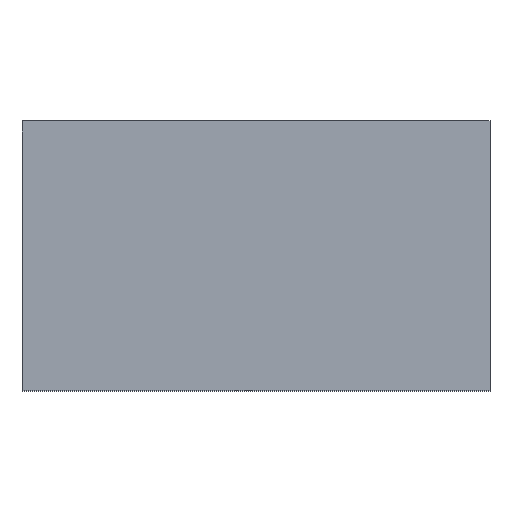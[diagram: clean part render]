
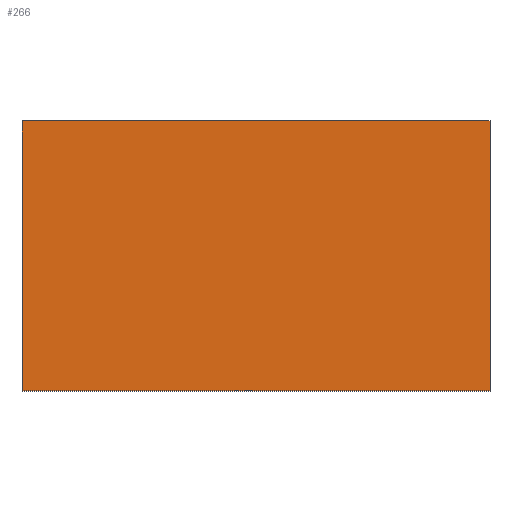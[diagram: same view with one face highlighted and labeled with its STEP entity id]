
A CAD part, top view. The second image highlights one B-rep face of the part: STEP entity #266.
In plain terms, the highlighted planar face has unit normal (0, 0, 1).
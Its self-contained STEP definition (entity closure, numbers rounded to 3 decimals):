
#20=FACE_OUTER_BOUND('',#34,.T.);
#34=EDGE_LOOP('',(#200,#201,#202,#203));
#56=LINE('',#387,#92);
#59=LINE('',#393,#95);
#62=LINE('',#397,#98);
#63=LINE('',#399,#99);
#92=VECTOR('',#310,1.);
#95=VECTOR('',#315,1.);
#98=VECTOR('',#320,1.);
#99=VECTOR('',#323,1.);
#128=VERTEX_POINT('',#385);
#129=VERTEX_POINT('',#386);
#130=VERTEX_POINT('',#391);
#131=VERTEX_POINT('',#392);
#152=EDGE_CURVE('',#128,#129,#56,.T.);
#155=EDGE_CURVE('',#130,#131,#59,.T.);
#158=EDGE_CURVE('',#131,#128,#62,.T.);
#159=EDGE_CURVE('',#129,#130,#63,.T.);
#200=ORIENTED_EDGE('',*,*,#152,.T.);
#201=ORIENTED_EDGE('',*,*,#159,.T.);
#202=ORIENTED_EDGE('',*,*,#155,.T.);
#203=ORIENTED_EDGE('',*,*,#158,.T.);
#252=PLANE('',#282);
#266=ADVANCED_FACE('',(#20),#252,.T.);
#282=AXIS2_PLACEMENT_3D('',#398,#321,#322);
#310=DIRECTION('',(0.,1.,0.));
#315=DIRECTION('',(0.,-1.,0.));
#320=DIRECTION('',(1.,0.,0.));
#321=DIRECTION('center_axis',(0.,0.,1.));
#322=DIRECTION('ref_axis',(1.,0.,0.));
#323=DIRECTION('',(-1.,0.,0.));
#385=CARTESIAN_POINT('',(15.6,-4.5,1.5));
#386=CARTESIAN_POINT('',(15.6,4.5,1.5));
#387=CARTESIAN_POINT('',(15.6,-4.5,1.5));
#391=CARTESIAN_POINT('',(0.,4.5,1.5));
#392=CARTESIAN_POINT('',(0.,-4.5,1.5));
#393=CARTESIAN_POINT('',(0.,4.5,1.5));
#397=CARTESIAN_POINT('',(0.,-4.5,1.5));
#398=CARTESIAN_POINT('Origin',(15.6,4.5,1.5));
#399=CARTESIAN_POINT('',(15.6,4.5,1.5));
